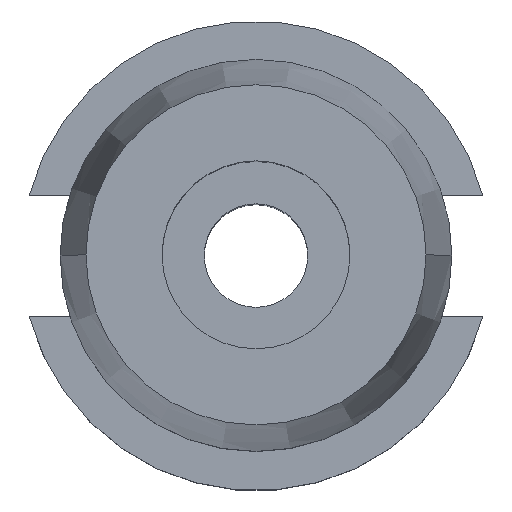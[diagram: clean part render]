
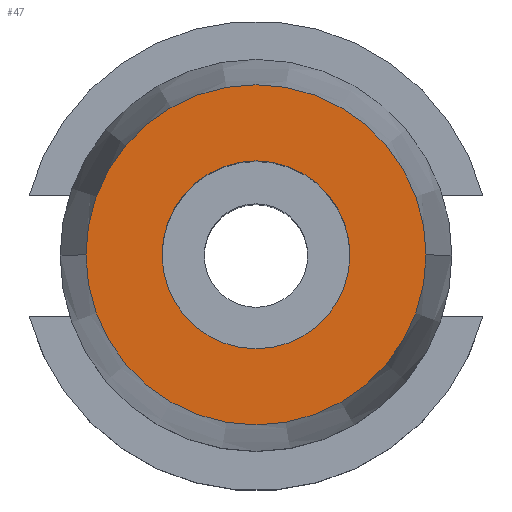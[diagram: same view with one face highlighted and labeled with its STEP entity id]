
A CAD part, top view. The second image highlights one B-rep face of the part: STEP entity #47.
In plain terms, the highlighted planar face has unit normal (0, 0, 1).
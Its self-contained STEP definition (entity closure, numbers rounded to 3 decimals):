
#47 = ADVANCED_FACE ( 'NONE', ( #237, #895 ), #268, .F. ) ;
#86 = DIRECTION ( 'NONE',  ( 0., 0., -1. ) ) ;
#89 = CARTESIAN_POINT ( 'NONE',  ( 23., 0., 101.6 ) ) ;
#97 = CARTESIAN_POINT ( 'NONE',  ( 0., 0., 101.6 ) ) ;
#100 = AXIS2_PLACEMENT_3D ( 'NONE', #1322, #827, #446 ) ;
#136 = DIRECTION ( 'NONE',  ( -1., 0., 0. ) ) ;
#143 = CIRCLE ( 'NONE', #472, 23. ) ;
#208 = DIRECTION ( 'NONE',  ( 1., 0., 0. ) ) ;
#211 = CIRCLE ( 'NONE', #1403, 23. ) ;
#217 = DIRECTION ( 'NONE',  ( 0., 0., 1. ) ) ;
#237 = FACE_BOUND ( 'NONE', #399, .T. ) ;
#267 = DIRECTION ( 'NONE',  ( 0., 0., 1. ) ) ;
#268 = PLANE ( 'NONE',  #394 ) ;
#271 = VERTEX_POINT ( 'NONE', #772 ) ;
#335 = EDGE_CURVE ( 'NONE', #881, #645, #211, .T. ) ;
#376 = ORIENTED_EDGE ( 'NONE', *, *, #687, .T. ) ;
#394 = AXIS2_PLACEMENT_3D ( 'NONE', #1233, #888, #136 ) ;
#399 = EDGE_LOOP ( 'NONE', ( #376, #1550 ) ) ;
#446 = DIRECTION ( 'NONE',  ( -1., 0., 0. ) ) ;
#472 = AXIS2_PLACEMENT_3D ( 'NONE', #97, #217, #208 ) ;
#503 = EDGE_CURVE ( 'NONE', #645, #881, #143, .T. ) ;
#645 = VERTEX_POINT ( 'NONE', #89 ) ;
#682 = VERTEX_POINT ( 'NONE', #941 ) ;
#687 = EDGE_CURVE ( 'NONE', #271, #682, #871, .T. ) ;
#728 = CARTESIAN_POINT ( 'NONE',  ( -23., 0., 101.6 ) ) ;
#730 = EDGE_LOOP ( 'NONE', ( #887, #740 ) ) ;
#740 = ORIENTED_EDGE ( 'NONE', *, *, #503, .T. ) ;
#772 = CARTESIAN_POINT ( 'NONE',  ( -12.7, 0., 101.6 ) ) ;
#802 = EDGE_CURVE ( 'NONE', #682, #271, #903, .T. ) ;
#827 = DIRECTION ( 'NONE',  ( 0., 0., -1. ) ) ;
#838 = CARTESIAN_POINT ( 'NONE',  ( 0., 0., 101.6 ) ) ;
#854 = AXIS2_PLACEMENT_3D ( 'NONE', #838, #86, #957 ) ;
#871 = CIRCLE ( 'NONE', #100, 12.7 ) ;
#881 = VERTEX_POINT ( 'NONE', #728 ) ;
#887 = ORIENTED_EDGE ( 'NONE', *, *, #335, .T. ) ;
#888 = DIRECTION ( 'NONE',  ( 0., 0., -1. ) ) ;
#895 = FACE_OUTER_BOUND ( 'NONE', #730, .T. ) ;
#903 = CIRCLE ( 'NONE', #854, 12.7 ) ;
#941 = CARTESIAN_POINT ( 'NONE',  ( 12.7, 0., 101.6 ) ) ;
#957 = DIRECTION ( 'NONE',  ( -1., 0., 0. ) ) ;
#1001 = DIRECTION ( 'NONE',  ( 1., 0., 0. ) ) ;
#1124 = CARTESIAN_POINT ( 'NONE',  ( 0., 0., 101.6 ) ) ;
#1233 = CARTESIAN_POINT ( 'NONE',  ( 0., 23., 101.6 ) ) ;
#1322 = CARTESIAN_POINT ( 'NONE',  ( 0., 0., 101.6 ) ) ;
#1403 = AXIS2_PLACEMENT_3D ( 'NONE', #1124, #267, #1001 ) ;
#1550 = ORIENTED_EDGE ( 'NONE', *, *, #802, .T. ) ;
